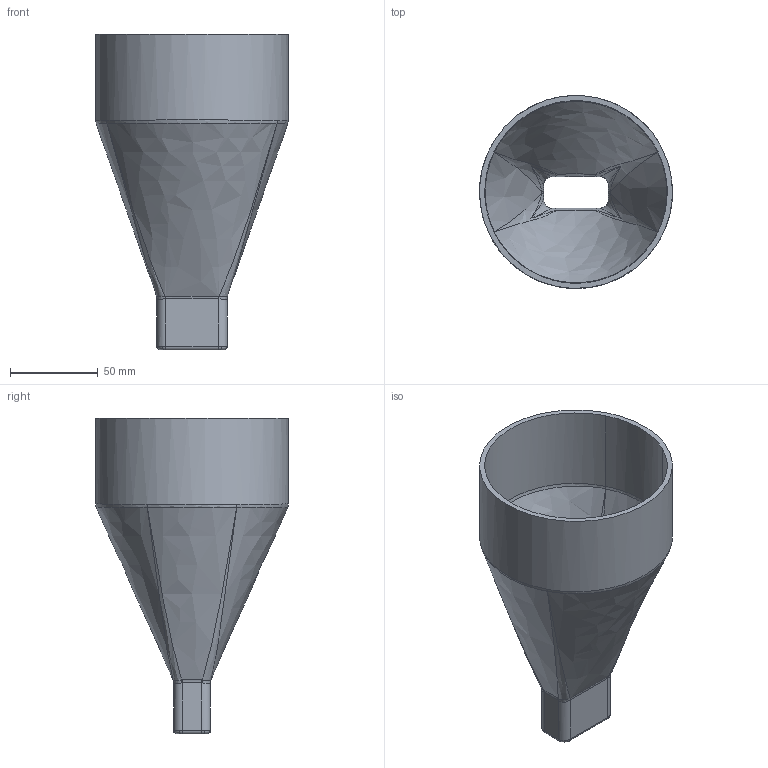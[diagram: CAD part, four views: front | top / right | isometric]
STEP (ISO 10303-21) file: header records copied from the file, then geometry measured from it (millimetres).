
FILE_DESCRIPTION(/* description */ (''),/* implementation_level */ '2;1');
FILE_NAME(/* name */ 'embudo_grande.stp',/* time_stamp */ '2015-09-21T09:54:33+02:00',/* author */ ('Startic'),/* organization */ (''),/* preprocessor_version */ 'ST-DEVELOPER v16.1',/* originating_system */ 'Autodesk Inventor LT ',/* authorisation */ '');
FILE_SCHEMA (('AUTOMOTIVE_DESIGN { 1 0 10303 214 3 1 1 }'));
Length unit declared in the file: millimetre
Products named in the file (1): embudo_grande
Bounding box: 110 x 109.95 x 180 mm (x, y, z)
Volume: 110486.1 mm3; surface area: 88217.5 mm2
Topology: 1 solids, 1 shells, 114 faces, 267 edges, 150 vertices
Faces by surface type: bspline 72, cylinder 13, plane 13, torus 12, sphere 4
Full cylindrical faces by diameter (mm): 110 x1
Entity records: 5586 total; most frequent: CARTESIAN_POINT 3441, ORIENTED_EDGE 522, DIRECTION 300, EDGE_CURVE 261, VERTEX_POINT 149, B_SPLINE_CURVE_WITH_KNOTS 140, AXIS2_PLACEMENT_3D 136, EDGE_LOOP 116
